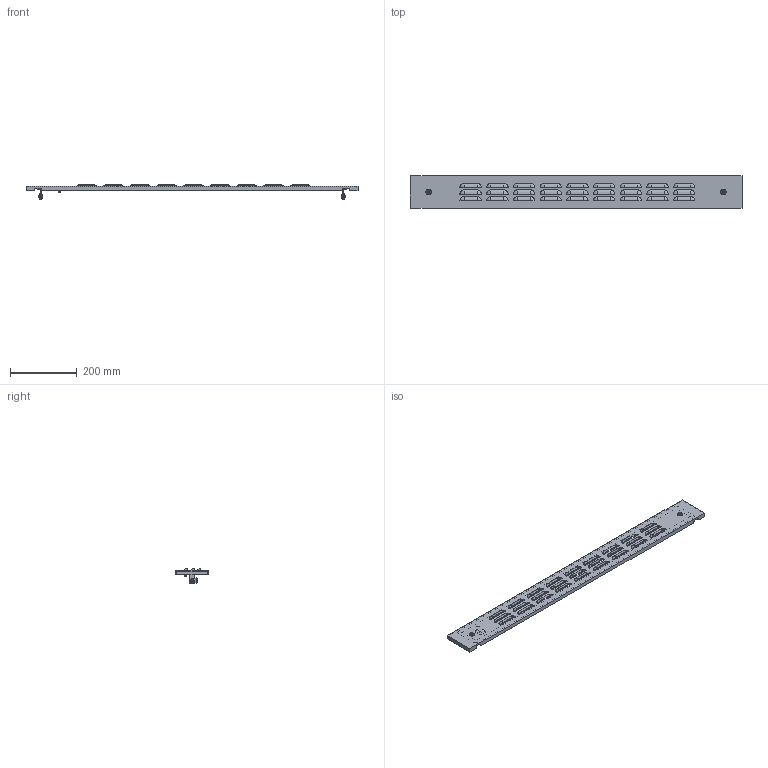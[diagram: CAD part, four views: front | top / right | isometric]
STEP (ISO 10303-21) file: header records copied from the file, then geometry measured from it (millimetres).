
FILE_DESCRIPTION (( 'STEP AP203' ), '1' );
FILE_NAME ('FO-00-PWSV-010-100 FORMAT Ôàëüø-ïàíåëü âíåøíÿÿ ãëóõàÿ 100õ1000 IEK.STEP', '2025-01-20T14:09:27', ( '' ), ( '' ), 'SwSTEP 2.0', 'SolidWorks 2022', '' );
FILE_SCHEMA (( 'CONFIG_CONTROL_DESIGN' ));
Length unit declared in the file: millimetre
Products named in the file (1): FO-00-PWSV-010-100 FORMAT Фальш-панель внешняя глухая 100х1000 IEK
Bounding box: 995 x 96 x 43.5 mm (x, y, z)
Volume: 358711.5 mm3; surface area: 272290.3 mm2
Topology: 1 solids, 6 shells, 858 faces, 2162 edges, 1329 vertices
Faces by surface type: plane 313, cylinder 275, torus 128, sphere 108, cone 34
Entity records: 26145 total; most frequent: DIRECTION 5008, CARTESIAN_POINT 4472, ORIENTED_EDGE 4320, EDGE_CURVE 2160, AXIS2_PLACEMENT_3D 2005, VERTEX_POINT 1329, CIRCLE 1146, LINE 998
